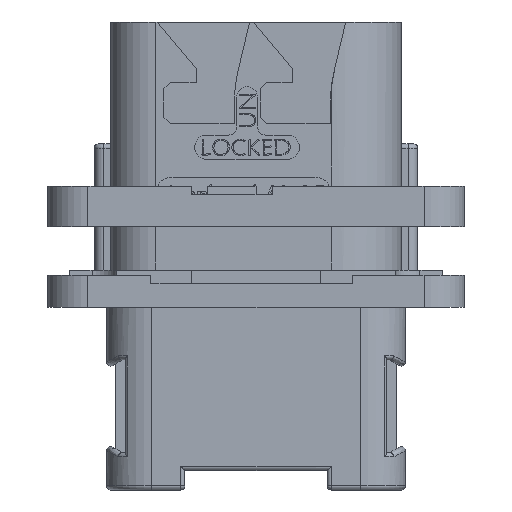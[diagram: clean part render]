
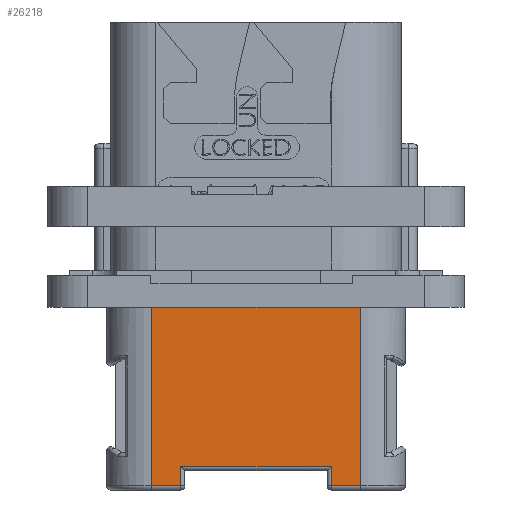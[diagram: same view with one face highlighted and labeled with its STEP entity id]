
A CAD part, left-side view. The second image highlights one B-rep face of the part: STEP entity #26218.
In plain terms, the highlighted planar face has unit normal (-1, 0, 0).
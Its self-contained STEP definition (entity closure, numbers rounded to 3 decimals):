
#3057=DIRECTION('',(0.,1.,0.));
#3058=VECTOR('',#3057,12.9);
#3059=CARTESIAN_POINT('',(-9.25,-6.45,0.));
#3060=LINE('',#3059,#3058);
#3321=DIRECTION('',(0.,1.,0.));
#3322=VECTOR('',#3321,9.294);
#3323=CARTESIAN_POINT('',(-9.25,-4.647,-9.85));
#3324=LINE('',#3323,#3322);
#3325=DIRECTION('',(0.,1.,0.));
#3326=VECTOR('',#3325,1.803);
#3327=CARTESIAN_POINT('',(-9.25,4.647,-11.05));
#3328=LINE('',#3327,#3326);
#3329=DIRECTION('',(0.,0.,1.));
#3330=VECTOR('',#3329,11.05);
#3331=CARTESIAN_POINT('',(-9.25,6.45,-11.05));
#3332=LINE('',#3331,#3330);
#3333=DIRECTION('',(0.,0.,1.));
#3334=VECTOR('',#3333,11.05);
#3335=CARTESIAN_POINT('',(-9.25,-6.45,-11.05));
#3336=LINE('',#3335,#3334);
#3337=DIRECTION('',(0.,1.,0.));
#3338=VECTOR('',#3337,1.803);
#3339=CARTESIAN_POINT('',(-9.25,-6.45,-11.05));
#3340=LINE('',#3339,#3338);
#3366=DIRECTION('',(0.,0.,-1.));
#3367=VECTOR('',#3366,1.2);
#3368=CARTESIAN_POINT('',(-9.25,-4.647,-9.85));
#3369=LINE('',#3368,#3367);
#7861=DIRECTION('',(0.,0.,1.));
#7862=VECTOR('',#7861,1.2);
#7863=CARTESIAN_POINT('',(-9.25,4.647,-11.05));
#7864=LINE('',#7863,#7862);
#20425=CARTESIAN_POINT('',(-9.25,-6.45,0.));
#20426=CARTESIAN_POINT('',(-9.25,6.45,0.));
#20427=VERTEX_POINT('',#20425);
#20428=VERTEX_POINT('',#20426);
#20525=CARTESIAN_POINT('',(-9.25,-6.45,-11.05));
#20526=VERTEX_POINT('',#20525);
#20529=CARTESIAN_POINT('',(-9.25,-4.647,-11.05));
#20530=VERTEX_POINT('',#20529);
#20546=CARTESIAN_POINT('',(-9.25,4.647,-11.05));
#20548=VERTEX_POINT('',#20546);
#20551=CARTESIAN_POINT('',(-9.25,6.45,-11.05));
#20552=VERTEX_POINT('',#20551);
#21208=CARTESIAN_POINT('',(-9.25,-4.647,-9.85));
#21209=CARTESIAN_POINT('',(-9.25,4.647,-9.85));
#21210=VERTEX_POINT('',#21208);
#21211=VERTEX_POINT('',#21209);
#26196=CARTESIAN_POINT('',(-9.25,-9.25,0.));
#26197=DIRECTION('',(-1.,0.,0.));
#26198=DIRECTION('',(0.,1.,0.));
#26199=AXIS2_PLACEMENT_3D('',#26196,#26197,#26198);
#26200=PLANE('',#26199);
#26202=ORIENTED_EDGE('',*,*,#26201,.T.);
#26204=ORIENTED_EDGE('',*,*,#26203,.F.);
#26206=ORIENTED_EDGE('',*,*,#26205,.T.);
#26208=ORIENTED_EDGE('',*,*,#26207,.T.);
#26209=ORIENTED_EDGE('',*,*,#25624,.F.);
#26211=ORIENTED_EDGE('',*,*,#26210,.F.);
#26213=ORIENTED_EDGE('',*,*,#26212,.T.);
#26215=ORIENTED_EDGE('',*,*,#26214,.F.);
#26216=EDGE_LOOP('',(#26202,#26204,#26206,#26208,#26209,#26211,#26213,#26215));
#26217=FACE_OUTER_BOUND('',#26216,.F.);
#26218=ADVANCED_FACE('',(#26217),#26200,.T.);
#25624=EDGE_CURVE('',#20427,#20428,#3060,.T.);
#26201=EDGE_CURVE('',#21210,#21211,#3324,.T.);
#26203=EDGE_CURVE('',#20548,#21211,#7864,.T.);
#26205=EDGE_CURVE('',#20548,#20552,#3328,.T.);
#26207=EDGE_CURVE('',#20552,#20428,#3332,.T.);
#26210=EDGE_CURVE('',#20526,#20427,#3336,.T.);
#26212=EDGE_CURVE('',#20526,#20530,#3340,.T.);
#26214=EDGE_CURVE('',#21210,#20530,#3369,.T.);
